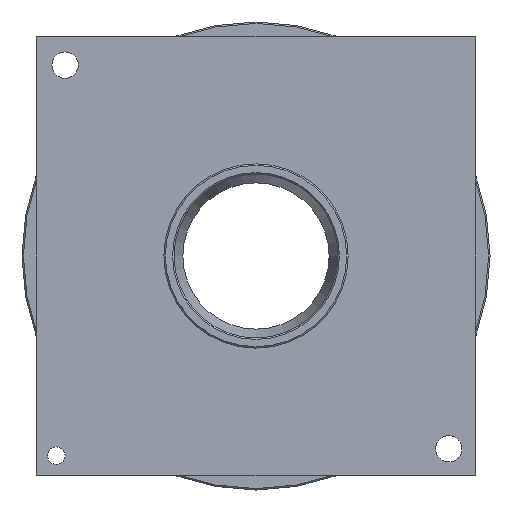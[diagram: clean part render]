
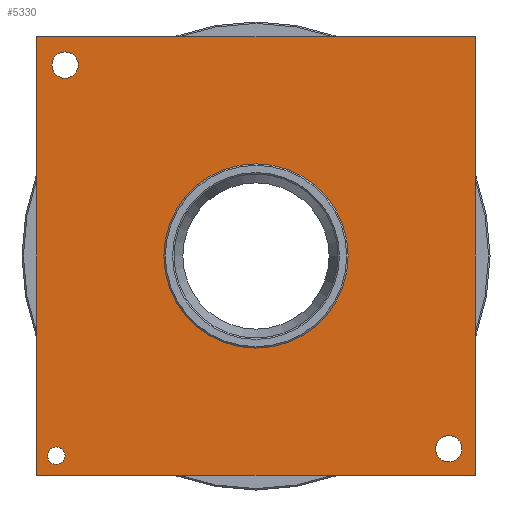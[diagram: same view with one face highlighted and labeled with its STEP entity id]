
A CAD part, front view. The second image highlights one B-rep face of the part: STEP entity #5330.
In plain terms, the highlighted planar face has unit normal (0, -1, 0).
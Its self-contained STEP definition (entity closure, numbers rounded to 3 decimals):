
#637=LINE('',#9493,#1142);
#638=LINE('',#9495,#1143);
#639=LINE('',#9497,#1144);
#640=LINE('',#9498,#1145);
#1142=VECTOR('',#6530,150.);
#1143=VECTOR('',#6531,150.);
#1144=VECTOR('',#6532,150.);
#1145=VECTOR('',#6533,150.);
#1420=PLANE('',#5617);
#1566=FACE_BOUND('',#2214,.T.);
#1567=FACE_BOUND('',#2215,.T.);
#1568=FACE_BOUND('',#2216,.T.);
#1569=FACE_BOUND('',#2217,.T.);
#1840=FACE_OUTER_BOUND('',#2213,.T.);
#2213=EDGE_LOOP('',(#4764,#4765,#4766,#4767));
#2214=EDGE_LOOP('',(#4768));
#2215=EDGE_LOOP('',(#4769));
#2216=EDGE_LOOP('',(#4770));
#2217=EDGE_LOOP('',(#4771));
#2336=CIRCLE('',#5452,31.5);
#2359=CIRCLE('',#5612,4.5);
#2360=CIRCLE('',#5614,4.5);
#2361=CIRCLE('',#5616,3.);
#2405=VERTEX_POINT('',#6878);
#2790=VERTEX_POINT('',#9482);
#2791=VERTEX_POINT('',#9485);
#2792=VERTEX_POINT('',#9488);
#2793=VERTEX_POINT('',#9491);
#2794=VERTEX_POINT('',#9492);
#2795=VERTEX_POINT('',#9494);
#2796=VERTEX_POINT('',#9496);
#2912=EDGE_CURVE('',#2405,#2405,#2336,.T.);
#3480=EDGE_CURVE('',#2790,#2790,#2359,.T.);
#3481=EDGE_CURVE('',#2791,#2791,#2360,.T.);
#3482=EDGE_CURVE('',#2792,#2792,#2361,.T.);
#3483=EDGE_CURVE('',#2793,#2794,#637,.T.);
#3484=EDGE_CURVE('',#2794,#2795,#638,.T.);
#3485=EDGE_CURVE('',#2795,#2796,#639,.T.);
#3486=EDGE_CURVE('',#2796,#2793,#640,.T.);
#4764=ORIENTED_EDGE('',*,*,#3483,.T.);
#4765=ORIENTED_EDGE('',*,*,#3484,.T.);
#4766=ORIENTED_EDGE('',*,*,#3485,.T.);
#4767=ORIENTED_EDGE('',*,*,#3486,.T.);
#4768=ORIENTED_EDGE('',*,*,#2912,.F.);
#4769=ORIENTED_EDGE('',*,*,#3480,.T.);
#4770=ORIENTED_EDGE('',*,*,#3481,.T.);
#4771=ORIENTED_EDGE('',*,*,#3482,.T.);
#5330=ADVANCED_FACE('',(#1840,#1566,#1567,#1568,#1569),#1420,.T.);
#5452=AXIS2_PLACEMENT_3D('',#6879,#5809,#5810);
#5612=AXIS2_PLACEMENT_3D('',#9483,#6518,#6519);
#5614=AXIS2_PLACEMENT_3D('',#9486,#6522,#6523);
#5616=AXIS2_PLACEMENT_3D('',#9489,#6526,#6527);
#5617=AXIS2_PLACEMENT_3D('',#9490,#6528,#6529);
#5809=DIRECTION('center_axis',(0.,-1.,0.));
#5810=DIRECTION('ref_axis',(1.,0.,0.));
#6518=DIRECTION('center_axis',(0.,1.,0.));
#6519=DIRECTION('ref_axis',(-1.,0.,0.));
#6522=DIRECTION('center_axis',(0.,1.,0.));
#6523=DIRECTION('ref_axis',(-1.,0.,0.));
#6526=DIRECTION('center_axis',(0.,1.,0.));
#6527=DIRECTION('ref_axis',(-1.,0.,0.));
#6528=DIRECTION('center_axis',(0.,-1.,0.));
#6529=DIRECTION('ref_axis',(0.,0.,-1.));
#6530=DIRECTION('',(-1.,0.,0.));
#6531=DIRECTION('',(0.,0.,-1.));
#6532=DIRECTION('',(1.,0.,0.));
#6533=DIRECTION('',(0.,0.,1.));
#6878=CARTESIAN_POINT('',(31.5,136.464,0.));
#6879=CARTESIAN_POINT('Origin',(0.,136.464,0.));
#9482=CARTESIAN_POINT('',(70.421,136.464,-65.921));
#9483=CARTESIAN_POINT('Origin',(65.921,136.464,-65.921));
#9485=CARTESIAN_POINT('',(-60.775,136.464,65.275));
#9486=CARTESIAN_POINT('Origin',(-65.275,136.464,65.275));
#9488=CARTESIAN_POINT('',(-65.275,136.464,-68.275));
#9489=CARTESIAN_POINT('Origin',(-68.275,136.464,-68.275));
#9490=CARTESIAN_POINT('Origin',(0.,136.464,
0.));
#9491=CARTESIAN_POINT('',(75.,136.464,75.));
#9492=CARTESIAN_POINT('',(-75.,136.464,75.));
#9493=CARTESIAN_POINT('',(75.,136.464,75.));
#9494=CARTESIAN_POINT('',(-75.,136.464,-75.));
#9495=CARTESIAN_POINT('',(-75.,136.464,75.));
#9496=CARTESIAN_POINT('',(75.,136.464,-75.));
#9497=CARTESIAN_POINT('',(-75.,136.464,-75.));
#9498=CARTESIAN_POINT('',(75.,136.464,-75.));
